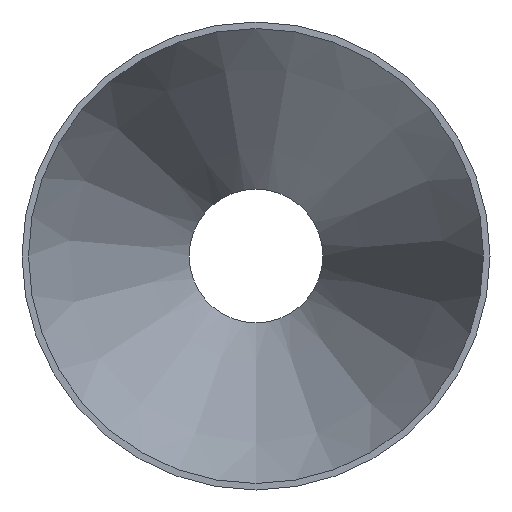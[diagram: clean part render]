
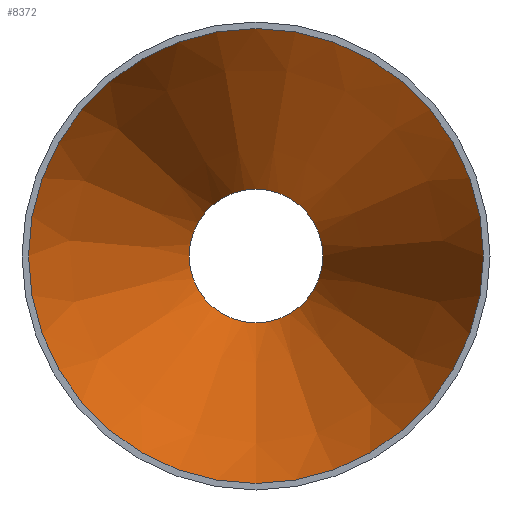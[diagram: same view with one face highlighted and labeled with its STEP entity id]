
A CAD part, front view. The second image highlights one B-rep face of the part: STEP entity #8372.
In plain terms, the highlighted conical face has half-angle 20.682 degrees and reference radius 74.862 mm.
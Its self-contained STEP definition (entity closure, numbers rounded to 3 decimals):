
#870 = CARTESIAN_POINT ( 'NONE',  ( 0., 0., 0. ) ) ;
#1643 = CARTESIAN_POINT ( 'NONE',  ( 0., 140., 0. ) ) ;
#2551 = CARTESIAN_POINT ( 'NONE',  ( 0., 0., -74.862 ) ) ;
#3084 = ORIENTED_EDGE ( 'NONE', *, *, #10665, .T. ) ;
#4009 = EDGE_CURVE ( 'NONE', #24425, #24425, #20211, .T. ) ;
#6199 = CARTESIAN_POINT ( 'NONE',  ( 0., 0., 0. ) ) ;
#6344 = DIRECTION ( 'NONE',  ( 0., -1., 0. ) ) ;
#7767 = AXIS2_PLACEMENT_3D ( 'NONE', #1643, #6344, #15011 ) ;
#8330 = ORIENTED_EDGE ( 'NONE', *, *, #4009, .F. ) ;
#8362 = DIRECTION ( 'NONE',  ( 0., -1., 0. ) ) ;
#8372 = ADVANCED_FACE ( 'NONE', ( #12070, #14248 ), #11139, .F. ) ;
#10665 = EDGE_CURVE ( 'NONE', #22273, #22273, #23467, .T. ) ;
#11034 = AXIS2_PLACEMENT_3D ( 'NONE', #6199, #8362, #23922 ) ;
#11139 = CONICAL_SURFACE ( 'NONE', #15767, 74.862, 0.361 ) ;
#11786 = DIRECTION ( 'NONE',  ( 0., -1., 0. ) ) ;
#12070 = FACE_BOUND ( 'NONE', #16458, .T. ) ;
#13513 = CARTESIAN_POINT ( 'NONE',  ( 0., 140., -22.012 ) ) ;
#14248 = FACE_OUTER_BOUND ( 'NONE', #24471, .T. ) ;
#15011 = DIRECTION ( 'NONE',  ( 0., 0., -1. ) ) ;
#15767 = AXIS2_PLACEMENT_3D ( 'NONE', #870, #11786, #16699 ) ;
#16458 = EDGE_LOOP ( 'NONE', ( #8330 ) ) ;
#16699 = DIRECTION ( 'NONE',  ( 0., 0., -1. ) ) ;
#20211 = CIRCLE ( 'NONE', #7767, 22.012 ) ;
#22273 = VERTEX_POINT ( 'NONE', #2551 ) ;
#23467 = CIRCLE ( 'NONE', #11034, 74.862 ) ;
#23922 = DIRECTION ( 'NONE',  ( 0., 0., -1. ) ) ;
#24425 = VERTEX_POINT ( 'NONE', #13513 ) ;
#24471 = EDGE_LOOP ( 'NONE', ( #3084 ) ) ;
